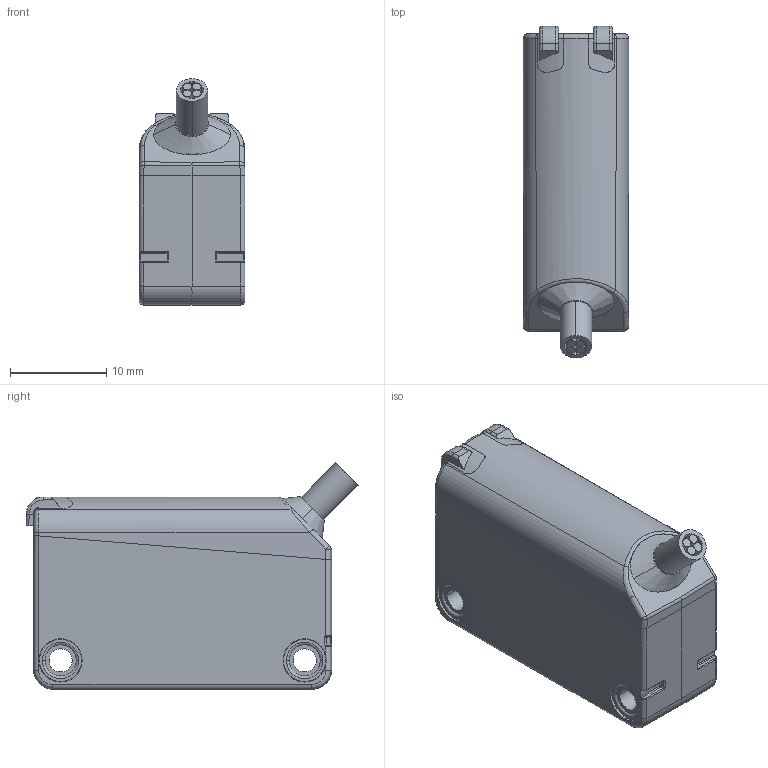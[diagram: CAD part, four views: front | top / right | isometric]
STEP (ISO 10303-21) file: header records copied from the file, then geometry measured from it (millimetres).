
FILE_DESCRIPTION((''),'2;1');
FILE_NAME('CAD-A008_ML100-54-F-WOPOTI-CABL_ASM','2018-04-30T',('sereneee'),(''),'PRO/ENGINEER BY PARAMETRIC TECHNOLOGY CORPORATION, 2015440','PRO/ENGINEER BY PARAMETRIC TECHNOLOGY CORPORATION, 2015440','');
FILE_SCHEMA(('CONFIG_CONTROL_DESIGN'));
Products named in the file (12): PRT0001_1_1; PRT0002_1_1; PRT0003_1_1; PRT0004_1_1; PRT0005_1_1; PRT0006_1_1; PRT0007_1_1; PRT0008_1_1; M100_CB_ASM_1_ASM_1_ASM_1_ASM; ML100_M100_CB_ASM_1_ASM_1_ASM; ASM0001_ASM; CAD-A008_ML100-54-F-WOPOTI-CABL_ASM
Assembly tree (11 placements, depth 5):
  CAD-A008_ML100-54-F-WOPOTI-CABL_ASM
    ASM0001_ASM
      ML100_M100_CB_ASM_1_ASM_1_ASM
        M100_CB_ASM_1_ASM_1_ASM_1_ASM
          PRT0001_1_1
          PRT0002_1_1
          PRT0003_1_1
          PRT0004_1_1
          PRT0005_1_1
          PRT0006_1_1
          PRT0007_1_1
          PRT0008_1_1
Bounding box: 11 x 34.55 x 23.57 mm (x, y, z)
Volume: 2749.4 mm3; surface area: 6130 mm2
Topology: 8 solids, 8 shells, 918 faces, 2488 edges, 1588 vertices
Faces by surface type: plane 457, cylinder 236, bspline 86, torus 73, extrusion 32, sphere 18, cone 16
Entity records: 48247 total; most frequent: CARTESIAN_POINT 19286, ORIENTED_EDGE 4914, DIRECTION 4164, EDGE_CURVE 2457, VERTEX_POINT 1570, VECTOR 1398, AXIS2_PLACEMENT_3D 1383, LINE 1366
